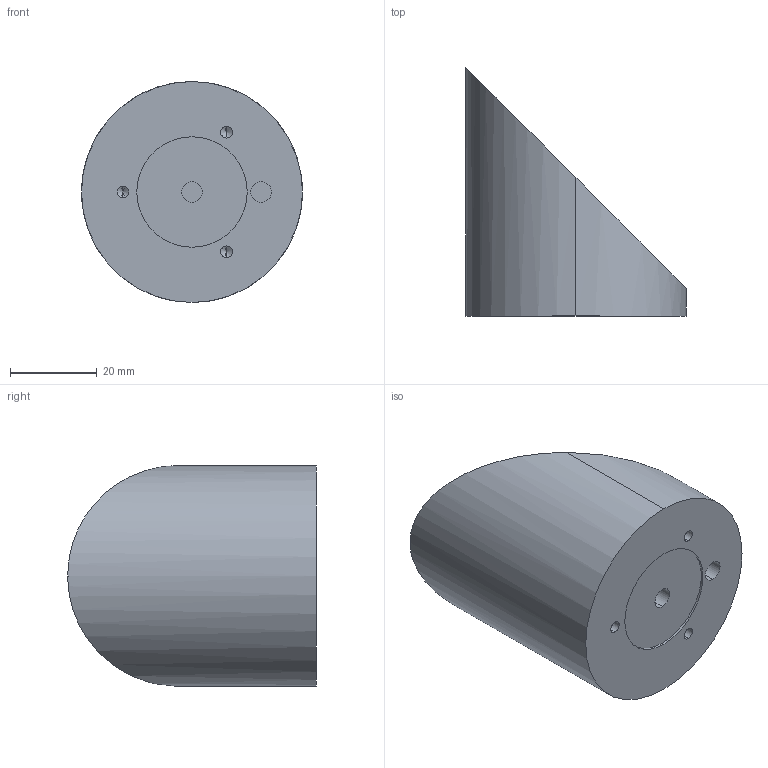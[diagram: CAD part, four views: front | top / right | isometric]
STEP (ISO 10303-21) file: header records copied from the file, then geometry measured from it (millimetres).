
FILE_DESCRIPTION (( 'STEP AP203' ), '1' );
FILE_NAME ('Ø50_36596.step', '2019-04-24T21:00:02', ( '' ), ( '' ), 'SwSTEP 2.0', 'SolidWorks 2018', '' );
FILE_SCHEMA (( 'CONFIG_CONTROL_DESIGN' ));
Length unit declared in the file: millimetre
Products named in the file (1): ﾘ50_36596
Bounding box: 50.8 x 57.15 x 50.8 mm (x, y, z)
Volume: 60628.5 mm3; surface area: 10287.8 mm2
Topology: 1 solids, 1 shells, 26 faces, 57 edges, 33 vertices
Faces by surface type: cylinder 14, cone 6, plane 4, bspline 2
Entity records: 888 total; most frequent: CARTESIAN_POINT 263, DIRECTION 122, ORIENTED_EDGE 102, AXIS2_PLACEMENT_3D 51, EDGE_CURVE 51, VERTEX_POINT 33, EDGE_LOOP 32, ADVANCED_FACE 26
